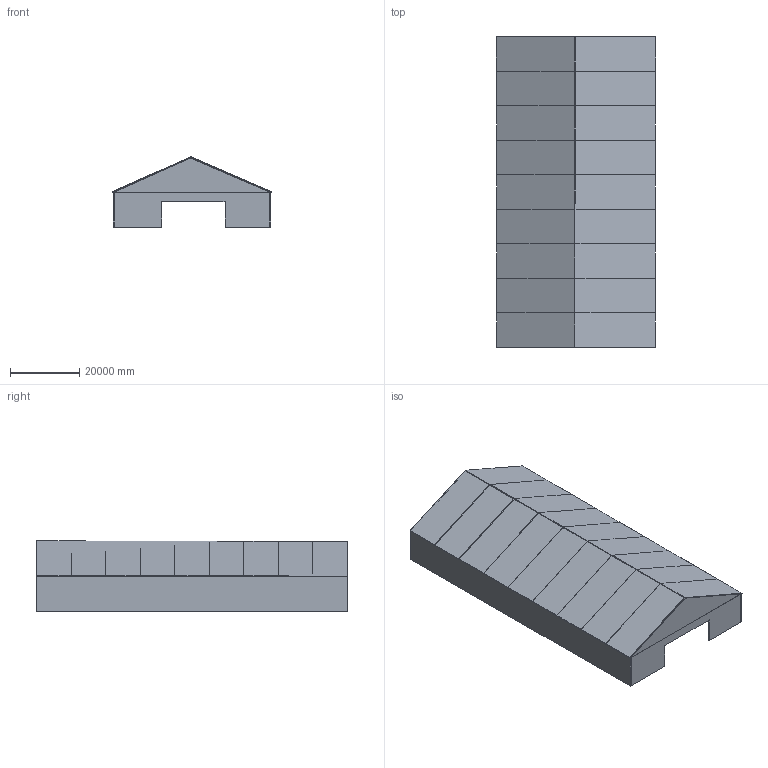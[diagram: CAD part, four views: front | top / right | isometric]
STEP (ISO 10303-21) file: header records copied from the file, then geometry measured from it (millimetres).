
FILE_DESCRIPTION(('FreeCAD Model'),'2;1');
FILE_NAME('Large Fabrication Tent.step','2020-10-27T13:57:33',('Author'),(''), 'Open CASCADE STEP processor 7.3','FreeCAD','Unknown');
FILE_SCHEMA(('AUTOMOTIVE_DESIGN { 1 0 10303 214 1 1 1 1 }'));
Length unit declared in the file: millimetre
Products named in the file (1): Whole_Structure
Bounding box: 46063.13 x 90013.04 x 20320.97 mm (x, y, z)
Volume: 1566620252873.5 mm3; surface area: 15160690928.9 mm2
Topology: 12 solids, 12 shells, 171 faces, 373 edges, 224 vertices
Faces by surface type: plane 171
Entity records: 10377 total; most frequent: CARTESIAN_POINT 1608, DIRECTION 1357, LINE 1013, VECTOR 1013, ORIENTED_EDGE 742, PCURVE 742, DEFINITIONAL_REPRESENTATION 742, EDGE_CURVE 371
